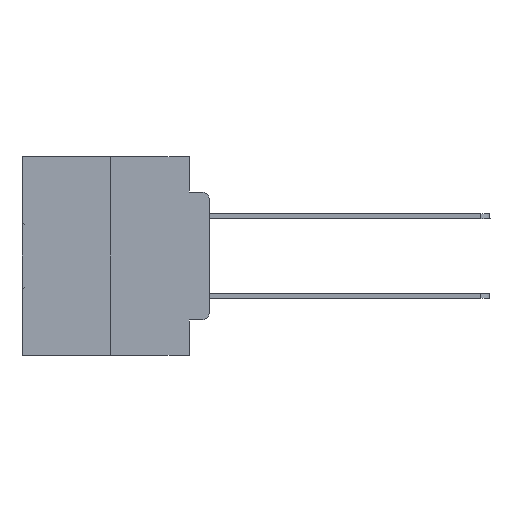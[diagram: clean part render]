
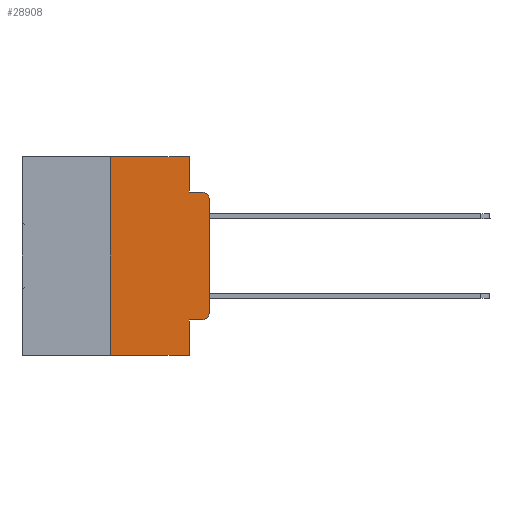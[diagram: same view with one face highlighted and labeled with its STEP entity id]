
A CAD part, left-side view. The second image highlights one B-rep face of the part: STEP entity #28908.
In plain terms, the highlighted planar face has unit normal (-1, 0, 0).
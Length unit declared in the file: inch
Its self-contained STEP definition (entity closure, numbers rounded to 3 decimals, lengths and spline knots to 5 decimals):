
#81 = CIRCLE ( 'NONE', #27543, 0.02 ) ;
#640 = ORIENTED_EDGE ( 'NONE', *, *, #6515, .T. ) ;
#796 = VERTEX_POINT ( 'NONE', #5201 ) ;
#893 = VECTOR ( 'NONE', #21342, 39.37008 ) ;
#1581 = CARTESIAN_POINT ( 'NONE',  ( 0., 0.25, 0. ) ) ;
#1720 = VECTOR ( 'NONE', #27029, 39.37008 ) ;
#2310 = ORIENTED_EDGE ( 'NONE', *, *, #6372, .T. ) ;
#2507 = DIRECTION ( 'NONE',  ( 0., 0., -1. ) ) ;
#3686 = VERTEX_POINT ( 'NONE', #8260 ) ;
#3717 = EDGE_CURVE ( 'NONE', #32890, #4555, #6123, .T. ) ;
#3745 = EDGE_CURVE ( 'NONE', #23058, #9504, #14239, .T. ) ;
#4414 = VECTOR ( 'NONE', #24841, 39.37008 ) ;
#4555 = VERTEX_POINT ( 'NONE', #9916 ) ;
#4721 = DIRECTION ( 'NONE',  ( 1., 0., 0. ) ) ;
#4968 = DIRECTION ( 'NONE',  ( 0., 0., -1. ) ) ;
#5201 = CARTESIAN_POINT ( 'NONE',  ( 0., 0.051, 0. ) ) ;
#5642 = ORIENTED_EDGE ( 'NONE', *, *, #22056, .F. ) ;
#6123 = LINE ( 'NONE', #33141, #4414 ) ;
#6372 = EDGE_CURVE ( 'NONE', #4555, #6472, #23597, .T. ) ;
#6472 = VERTEX_POINT ( 'NONE', #17399 ) ;
#6515 = EDGE_CURVE ( 'NONE', #14684, #9504, #81, .T. ) ;
#6525 = DIRECTION ( 'NONE',  ( -1., 0., 0. ) ) ;
#7020 = CARTESIAN_POINT ( 'NONE',  ( 0., 0.051, -0.0885 ) ) ;
#7105 = EDGE_CURVE ( 'NONE', #6472, #14684, #26107, .T. ) ;
#8140 = ORIENTED_EDGE ( 'NONE', *, *, #30248, .F. ) ;
#8260 = CARTESIAN_POINT ( 'NONE',  ( 0., 0.051, -0.5 ) ) ;
#8373 = DIRECTION ( 'NONE',  ( 0., -1., 0. ) ) ;
#8606 = CARTESIAN_POINT ( 'NONE',  ( 0., 0.051, -0.0885 ) ) ;
#8938 = CARTESIAN_POINT ( 'NONE',  ( 0., 0., -0.1085 ) ) ;
#9420 = VECTOR ( 'NONE', #2507, 39.37008 ) ;
#9438 = CARTESIAN_POINT ( 'NONE',  ( 0., 0., 0. ) ) ;
#9504 = VERTEX_POINT ( 'NONE', #17669 ) ;
#9677 = ORIENTED_EDGE ( 'NONE', *, *, #11712, .T. ) ;
#9840 = DIRECTION ( 'NONE',  ( -1., 0., 0. ) ) ;
#9916 = CARTESIAN_POINT ( 'NONE',  ( 0., 0.02, -0.4115 ) ) ;
#10142 = EDGE_CURVE ( 'NONE', #16779, #14730, #34436, .T. ) ;
#11712 = EDGE_CURVE ( 'NONE', #16779, #3686, #14166, .T. ) ;
#12007 = CARTESIAN_POINT ( 'NONE',  ( 0., 0.051, 0. ) ) ;
#12999 = CARTESIAN_POINT ( 'NONE',  ( 0., 0.25, -0.5 ) ) ;
#13020 = VECTOR ( 'NONE', #26048, 39.37008 ) ;
#13390 = VECTOR ( 'NONE', #8373, 39.37008 ) ;
#13887 = EDGE_CURVE ( 'NONE', #32890, #3686, #21861, .T. ) ;
#14166 = LINE ( 'NONE', #15962, #893 ) ;
#14239 = LINE ( 'NONE', #8606, #13390 ) ;
#14684 = VERTEX_POINT ( 'NONE', #8938 ) ;
#14730 = VERTEX_POINT ( 'NONE', #15806 ) ;
#15474 = AXIS2_PLACEMENT_3D ( 'NONE', #15717, #4721, #4968 ) ;
#15483 = PLANE ( 'NONE',  #15474 ) ;
#15717 = CARTESIAN_POINT ( 'NONE',  ( 0., 0.473, 0. ) ) ;
#15806 = CARTESIAN_POINT ( 'NONE',  ( 0., 0.25, 0. ) ) ;
#15962 = CARTESIAN_POINT ( 'NONE',  ( 0., 0.473, -0.5 ) ) ;
#16348 = FACE_OUTER_BOUND ( 'NONE', #28652, .T. ) ;
#16696 = LINE ( 'NONE', #26995, #9420 ) ;
#16779 = VERTEX_POINT ( 'NONE', #12999 ) ;
#17223 = AXIS2_PLACEMENT_3D ( 'NONE', #20241, #6525, #22869 ) ;
#17399 = CARTESIAN_POINT ( 'NONE',  ( 0., 0., -0.3915 ) ) ;
#17669 = CARTESIAN_POINT ( 'NONE',  ( 0., 0.02, -0.0885 ) ) ;
#20052 = LINE ( 'NONE', #21641, #1720 ) ;
#20241 = CARTESIAN_POINT ( 'NONE',  ( 0., 0.02, -0.3915 ) ) ;
#20726 = DIRECTION ( 'NONE',  ( 0., 0., -1. ) ) ;
#21018 = VECTOR ( 'NONE', #31107, 39.37008 ) ;
#21286 = CARTESIAN_POINT ( 'NONE',  ( 0., 0.051, -0.4115 ) ) ;
#21342 = DIRECTION ( 'NONE',  ( 0., -1., 0. ) ) ;
#21641 = CARTESIAN_POINT ( 'NONE',  ( 0., 0.473, 0. ) ) ;
#21861 = LINE ( 'NONE', #12007, #21018 ) ;
#22056 = EDGE_CURVE ( 'NONE', #14730, #796, #20052, .T. ) ;
#22869 = DIRECTION ( 'NONE',  ( 0., 0., -1. ) ) ;
#23058 = VERTEX_POINT ( 'NONE', #7020 ) ;
#23597 = CIRCLE ( 'NONE', #17223, 0.02 ) ;
#24550 = ORIENTED_EDGE ( 'NONE', *, *, #7105, .T. ) ;
#24841 = DIRECTION ( 'NONE',  ( 0., -1., 0. ) ) ;
#25067 = ORIENTED_EDGE ( 'NONE', *, *, #13887, .F. ) ;
#25165 = ORIENTED_EDGE ( 'NONE', *, *, #10142, .F. ) ;
#26048 = DIRECTION ( 'NONE',  ( 0., 0., 1. ) ) ;
#26107 = LINE ( 'NONE', #9438, #27839 ) ;
#26995 = CARTESIAN_POINT ( 'NONE',  ( 0., 0.051, 0. ) ) ;
#27029 = DIRECTION ( 'NONE',  ( 0., -1., 0. ) ) ;
#27543 = AXIS2_PLACEMENT_3D ( 'NONE', #34884, #9840, #20726 ) ;
#27839 = VECTOR ( 'NONE', #28564, 39.37008 ) ;
#28564 = DIRECTION ( 'NONE',  ( 0., 0., 1. ) ) ;
#28652 = EDGE_LOOP ( 'NONE', ( #24550, #640, #29810, #8140, #5642, #25165, #9677, #25067, #29748, #2310 ) ) ;
#28908 = ADVANCED_FACE ( 'NONE', ( #16348 ), #15483, .F. ) ;
#29748 = ORIENTED_EDGE ( 'NONE', *, *, #3717, .T. ) ;
#29810 = ORIENTED_EDGE ( 'NONE', *, *, #3745, .F. ) ;
#30248 = EDGE_CURVE ( 'NONE', #796, #23058, #16696, .T. ) ;
#31107 = DIRECTION ( 'NONE',  ( 0., 0., -1. ) ) ;
#32890 = VERTEX_POINT ( 'NONE', #21286 ) ;
#33141 = CARTESIAN_POINT ( 'NONE',  ( 0., 0.051, -0.4115 ) ) ;
#34436 = LINE ( 'NONE', #1581, #13020 ) ;
#34884 = CARTESIAN_POINT ( 'NONE',  ( 0., 0.02, -0.1085 ) ) ;
